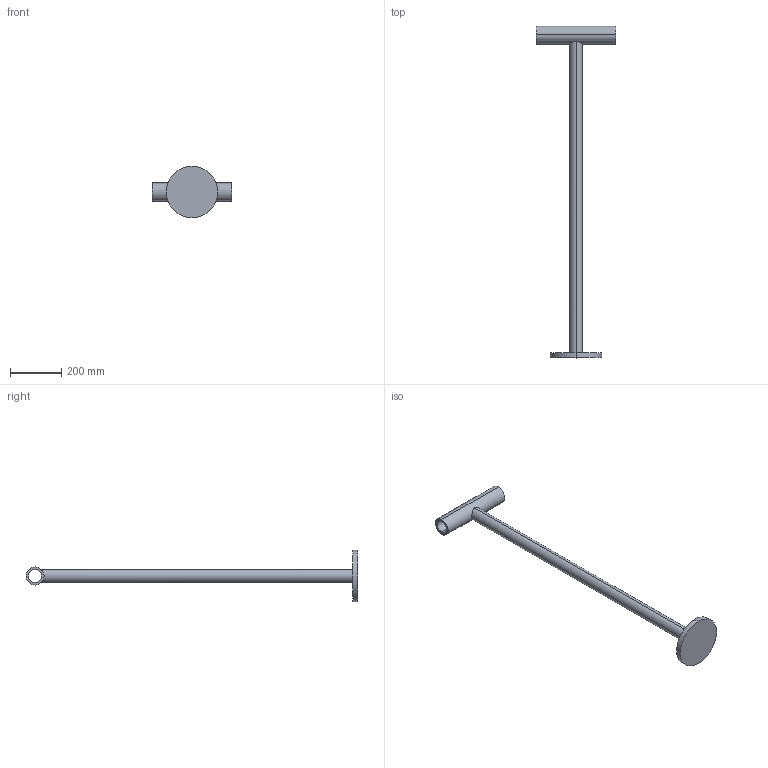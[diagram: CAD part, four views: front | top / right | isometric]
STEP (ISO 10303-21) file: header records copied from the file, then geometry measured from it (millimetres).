
FILE_DESCRIPTION (( 'STEP AP203' ), '1' );
FILE_NAME ('klip_rot_Default_sldprt.STEP', '2019-03-29T15:34:19', ( '' ), ( '' ), 'SwSTEP 2.0', 'SolidWorks 2018', '' );
FILE_SCHEMA (( 'CONFIG_CONTROL_DESIGN' ));
Length unit declared in the file: millimetre
Products named in the file (1): klip_rot_Default_sldprt
Bounding box: 310 x 1290 x 200 mm (x, y, z)
Volume: 3573594.8 mm3; surface area: 385478.3 mm2
Topology: 2 solids, 2 shells, 13 faces, 24 edges, 16 vertices
Faces by surface type: cylinder 9, plane 4
Entity records: 533 total; most frequent: CARTESIAN_POINT 180, DIRECTION 64, ORIENTED_EDGE 48, AXIS2_PLACEMENT_3D 28, EDGE_CURVE 24, EDGE_LOOP 16, VERTEX_POINT 16, CIRCLE 14
